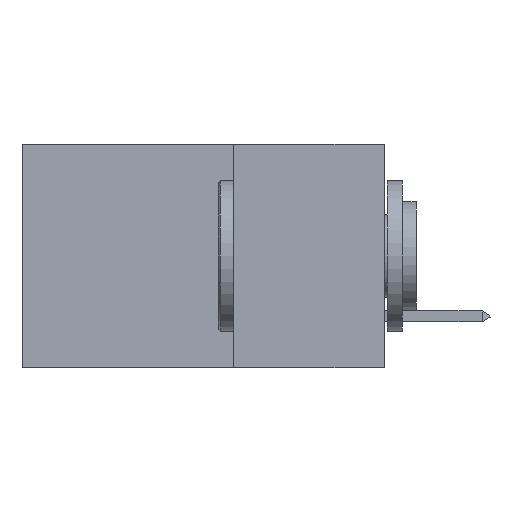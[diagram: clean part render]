
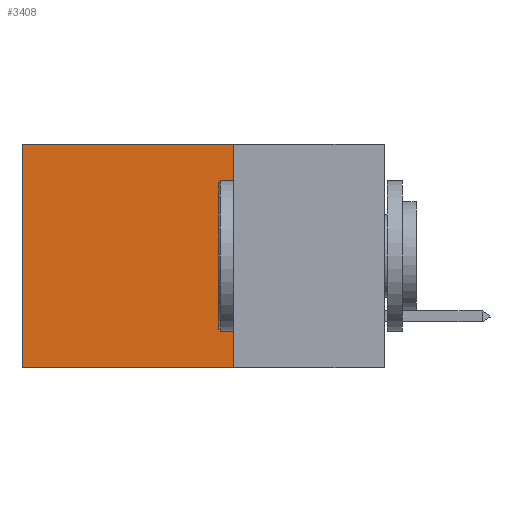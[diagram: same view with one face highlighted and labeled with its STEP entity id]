
A CAD part, left-side view. The second image highlights one B-rep face of the part: STEP entity #3408.
In plain terms, the highlighted planar face has unit normal (-1, 0, 0).
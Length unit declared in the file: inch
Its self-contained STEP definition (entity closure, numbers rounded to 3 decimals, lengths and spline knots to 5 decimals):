
#411 = CARTESIAN_POINT ( 'NONE',  ( 0.2875, 0.25, 0. ) ) ;
#1074 = VECTOR ( 'NONE', #24398, 39.37008 ) ;
#1250 = CARTESIAN_POINT ( 'NONE',  ( 0.2875, 0.6, 0. ) ) ;
#2478 = EDGE_CURVE ( 'NONE', #12990, #7704, #27952, .T. ) ;
#3054 = ORIENTED_EDGE ( 'NONE', *, *, #21168, .T. ) ;
#3408 = ADVANCED_FACE ( 'NONE', ( #21861 ), #21088, .F. ) ;
#3435 = LINE ( 'NONE', #1250, #27765 ) ;
#3855 = VERTEX_POINT ( 'NONE', #4794 ) ;
#4794 = CARTESIAN_POINT ( 'NONE',  ( 0.2875, 0.6, -0.37 ) ) ;
#4798 = CARTESIAN_POINT ( 'NONE',  ( 0.2875, 0.25, 0. ) ) ;
#6027 = AXIS2_PLACEMENT_3D ( 'NONE', #411, #29097, #28863 ) ;
#6318 = ORIENTED_EDGE ( 'NONE', *, *, #2478, .T. ) ;
#7626 = DIRECTION ( 'NONE',  ( 0., 1., 0. ) ) ;
#7704 = VERTEX_POINT ( 'NONE', #32363 ) ;
#11829 = ORIENTED_EDGE ( 'NONE', *, *, #14716, .F. ) ;
#12221 = DIRECTION ( 'NONE',  ( 0., 1., 0. ) ) ;
#12752 = VECTOR ( 'NONE', #7626, 39.37008 ) ;
#12990 = VERTEX_POINT ( 'NONE', #4798 ) ;
#13432 = EDGE_CURVE ( 'NONE', #12990, #15175, #15658, .T. ) ;
#14716 = EDGE_CURVE ( 'NONE', #15175, #3855, #18017, .T. ) ;
#15175 = VERTEX_POINT ( 'NONE', #22928 ) ;
#15234 = CARTESIAN_POINT ( 'NONE',  ( 0.2875, 0.25, -0.37 ) ) ;
#15658 = LINE ( 'NONE', #31317, #1074 ) ;
#18017 = LINE ( 'NONE', #15234, #12752 ) ;
#19189 = ORIENTED_EDGE ( 'NONE', *, *, #13432, .F. ) ;
#20219 = EDGE_LOOP ( 'NONE', ( #3054, #11829, #19189, #6318 ) ) ;
#21088 = PLANE ( 'NONE',  #6027 ) ;
#21168 = EDGE_CURVE ( 'NONE', #7704, #3855, #3435, .T. ) ;
#21861 = FACE_OUTER_BOUND ( 'NONE', #20219, .T. ) ;
#22635 = CARTESIAN_POINT ( 'NONE',  ( 0.2875, 0.25, 0. ) ) ;
#22928 = CARTESIAN_POINT ( 'NONE',  ( 0.2875, 0.25, -0.37 ) ) ;
#24398 = DIRECTION ( 'NONE',  ( 0., 0., -1. ) ) ;
#27404 = DIRECTION ( 'NONE',  ( 0., 0., -1. ) ) ;
#27765 = VECTOR ( 'NONE', #27404, 39.37008 ) ;
#27952 = LINE ( 'NONE', #22635, #29594 ) ;
#28863 = DIRECTION ( 'NONE',  ( 0., 0., -1. ) ) ;
#29097 = DIRECTION ( 'NONE',  ( 1., 0., 0. ) ) ;
#29594 = VECTOR ( 'NONE', #12221, 39.37008 ) ;
#31317 = CARTESIAN_POINT ( 'NONE',  ( 0.2875, 0.25, 0. ) ) ;
#32363 = CARTESIAN_POINT ( 'NONE',  ( 0.2875, 0.6, 0. ) ) ;
